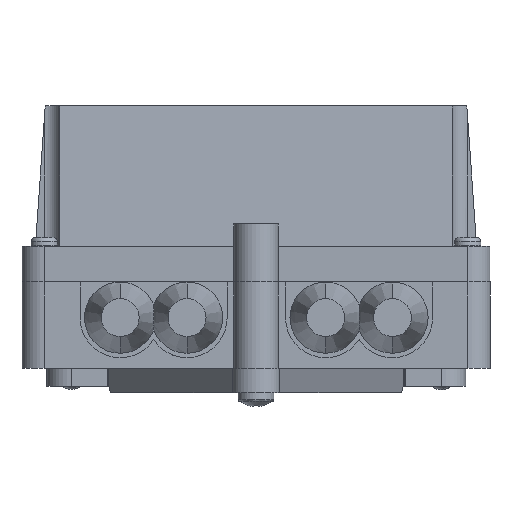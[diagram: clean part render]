
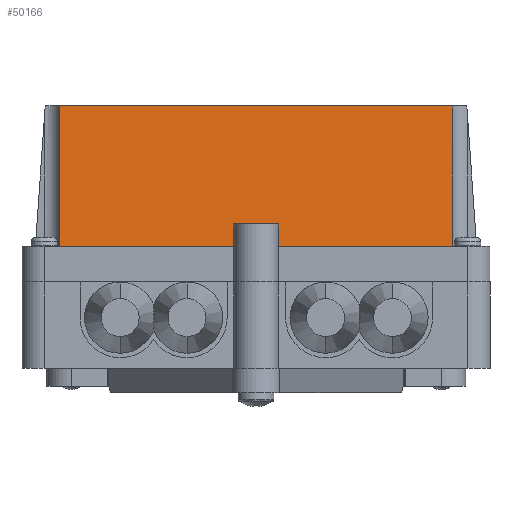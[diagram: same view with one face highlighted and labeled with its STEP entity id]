
A CAD part, front view. The second image highlights one B-rep face of the part: STEP entity #50166.
In plain terms, the highlighted planar face has unit normal (0, -0.998, 0.07).
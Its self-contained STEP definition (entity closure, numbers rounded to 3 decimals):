
#674 = CARTESIAN_POINT ( 'NONE',  ( -43.177, -21.762, 31.5 ) ) ;
#1153 = VECTOR ( 'NONE', #50778, 1000. ) ;
#1592 = LINE ( 'NONE', #14915, #16023 ) ;
#2210 = DIRECTION ( 'NONE',  ( 1., 0., 0. ) ) ;
#2632 = CARTESIAN_POINT ( 'NONE',  ( -43.171, -23.964, 0. ) ) ;
#3212 = ORIENTED_EDGE ( 'NONE', *, *, #59060, .F. ) ;
#3758 = DIRECTION ( 'NONE',  ( 0., -0.998, 0.07 ) ) ;
#5044 = CARTESIAN_POINT ( 'NONE',  ( -43.173, -21.829, 30.535 ) ) ;
#5068 = EDGE_CURVE ( 'NONE', #34479, #10355, #5159, .T. ) ;
#5159 = LINE ( 'NONE', #67842, #17902 ) ;
#6789 = FACE_OUTER_BOUND ( 'NONE', #7677, .T. ) ;
#7249 = CARTESIAN_POINT ( 'NONE',  ( -48.671, -23.964, 0. ) ) ;
#7677 = EDGE_LOOP ( 'NONE', ( #10403, #16117, #48880, #3212, #19611, #45725, #64149, #59941, #45788, #15520 ) ) ;
#8309 = LINE ( 'NONE', #29314, #19337 ) ;
#10355 = VERTEX_POINT ( 'NONE', #21067 ) ;
#10403 = ORIENTED_EDGE ( 'NONE', *, *, #56569, .F. ) ;
#11390 = EDGE_CURVE ( 'NONE', #34479, #43411, #1592, .T. ) ;
#12254 = CARTESIAN_POINT ( 'NONE',  ( 0., -21.762, 31.5 ) ) ;
#14116 = CARTESIAN_POINT ( 'NONE',  ( -4.171, -23.615, 5. ) ) ;
#14517 = VERTEX_POINT ( 'NONE', #46454 ) ;
#14564 = CARTESIAN_POINT ( 'NONE',  ( 44.829, -23.964, 0. ) ) ;
#14915 = CARTESIAN_POINT ( 'NONE',  ( 48.329, -23.615, 5. ) ) ;
#14996 = CARTESIAN_POINT ( 'NONE',  ( 5.829, -23.615, 5. ) ) ;
#15520 = ORIENTED_EDGE ( 'NONE', *, *, #67955, .F. ) ;
#16023 = VECTOR ( 'NONE', #53015, 1000. ) ;
#16117 = ORIENTED_EDGE ( 'NONE', *, *, #46264, .F. ) ;
#16525 = VERTEX_POINT ( 'NONE', #65321 ) ;
#16561 = VERTEX_POINT ( 'NONE', #41168 ) ;
#17658 = VECTOR ( 'NONE', #18080, 1000. ) ;
#17902 = VECTOR ( 'NONE', #40721, 1000. ) ;
#18080 = DIRECTION ( 'NONE',  ( 0., -0.07, -0.998 ) ) ;
#19337 = VECTOR ( 'NONE', #2210, 1000. ) ;
#19611 = ORIENTED_EDGE ( 'NONE', *, *, #11390, .F. ) ;
#20104 =( BOUNDED_CURVE ( )  B_SPLINE_CURVE ( 3, ( #69716, #32163, #5044, #43092 ),
 .UNSPECIFIED., .F., .F. ) 
 B_SPLINE_CURVE_WITH_KNOTS ( ( 4, 4 ),
 ( 1.571, 1.629 ),
 .UNSPECIFIED. ) 
 CURVE ( )  GEOMETRIC_REPRESENTATION_ITEM ( )  RATIONAL_B_SPLINE_CURVE ( ( 1., 1., 1., 1. ) ) 
 REPRESENTATION_ITEM ( '' )  );
#21067 = CARTESIAN_POINT ( 'NONE',  ( 5.829, -23.964, 0. ) ) ;
#21334 = VERTEX_POINT ( 'NONE', #2632 ) ;
#21408 =( BOUNDED_CURVE ( )  B_SPLINE_CURVE ( 3, ( #52369, #25018, #30718, #68761 ),
 .UNSPECIFIED., .F., .F. ) 
 B_SPLINE_CURVE_WITH_KNOTS ( ( 4, 4 ),
 ( 4.654, 4.712 ),
 .UNSPECIFIED. ) 
 CURVE ( )  GEOMETRIC_REPRESENTATION_ITEM ( )  RATIONAL_B_SPLINE_CURVE ( ( 1., 1., 1., 1. ) ) 
 REPRESENTATION_ITEM ( '' )  );
#22143 = VERTEX_POINT ( 'NONE', #31783 ) ;
#22625 = VERTEX_POINT ( 'NONE', #14564 ) ;
#23269 = DIRECTION ( 'NONE',  ( 0., -0.07, -0.998 ) ) ;
#23301 = VECTOR ( 'NONE', #28637, 1000. ) ;
#23489 = CARTESIAN_POINT ( 'NONE',  ( 44.829, -23.964, 0. ) ) ;
#24326 = VERTEX_POINT ( 'NONE', #674 ) ;
#24924 = AXIS2_PLACEMENT_3D ( 'NONE', #41156, #3758, #41856 ) ;
#25018 = CARTESIAN_POINT ( 'NONE',  ( 44.831, -21.829, 30.535 ) ) ;
#28099 = VECTOR ( 'NONE', #55956, 1000. ) ;
#28637 = DIRECTION ( 'NONE',  ( 1., 0., 0. ) ) ;
#29314 = CARTESIAN_POINT ( 'NONE',  ( -48.671, -23.964, 0. ) ) ;
#30718 = CARTESIAN_POINT ( 'NONE',  ( 44.829, -21.897, 29.568 ) ) ;
#31783 = CARTESIAN_POINT ( 'NONE',  ( -4.171, -23.964, 0. ) ) ;
#32163 = CARTESIAN_POINT ( 'NONE',  ( -43.171, -21.897, 29.568 ) ) ;
#34479 = VERTEX_POINT ( 'NONE', #14996 ) ;
#36400 = PLANE ( 'NONE',  #24924 ) ;
#39575 = CARTESIAN_POINT ( 'NONE',  ( -43.171, -23.964, 0. ) ) ;
#40721 = DIRECTION ( 'NONE',  ( 0., -0.07, -0.998 ) ) ;
#41156 = CARTESIAN_POINT ( 'NONE',  ( -48.671, -23.964, 0. ) ) ;
#41168 = CARTESIAN_POINT ( 'NONE',  ( -43.171, -21.964, 28.601 ) ) ;
#41856 = DIRECTION ( 'NONE',  ( 0., -0.07, -0.998 ) ) ;
#42565 = LINE ( 'NONE', #39575, #28099 ) ;
#43092 = CARTESIAN_POINT ( 'NONE',  ( -43.177, -21.762, 31.5 ) ) ;
#43202 = LINE ( 'NONE', #56161, #17658 ) ;
#43411 = VERTEX_POINT ( 'NONE', #14116 ) ;
#45725 = ORIENTED_EDGE ( 'NONE', *, *, #5068, .T. ) ;
#45788 = ORIENTED_EDGE ( 'NONE', *, *, #46523, .F. ) ;
#46264 = EDGE_CURVE ( 'NONE', #21334, #16561, #42565, .T. ) ;
#46454 = CARTESIAN_POINT ( 'NONE',  ( 44.829, -21.964, 28.601 ) ) ;
#46523 = EDGE_CURVE ( 'NONE', #16525, #14517, #21408, .T. ) ;
#46783 = LINE ( 'NONE', #23489, #61250 ) ;
#48880 = ORIENTED_EDGE ( 'NONE', *, *, #51134, .T. ) ;
#50166 = ADVANCED_FACE ( 'NONE', ( #6789 ), #36400, .T. ) ;
#50514 = EDGE_CURVE ( 'NONE', #14517, #22625, #46783, .T. ) ;
#50778 = DIRECTION ( 'NONE',  ( 1., 0., 0. ) ) ;
#51134 = EDGE_CURVE ( 'NONE', #21334, #22143, #8309, .T. ) ;
#52369 = CARTESIAN_POINT ( 'NONE',  ( 44.835, -21.762, 31.5 ) ) ;
#53015 = DIRECTION ( 'NONE',  ( -1., 0., 0. ) ) ;
#53933 = LINE ( 'NONE', #12254, #23301 ) ;
#55956 = DIRECTION ( 'NONE',  ( 0., 0.07, 0.998 ) ) ;
#56161 = CARTESIAN_POINT ( 'NONE',  ( -4.171, -23.964, 0. ) ) ;
#56569 = EDGE_CURVE ( 'NONE', #16561, #24326, #20104, .T. ) ;
#57302 = LINE ( 'NONE', #7249, #1153 ) ;
#59060 = EDGE_CURVE ( 'NONE', #43411, #22143, #43202, .T. ) ;
#59941 = ORIENTED_EDGE ( 'NONE', *, *, #50514, .F. ) ;
#61250 = VECTOR ( 'NONE', #23269, 1000. ) ;
#61749 = EDGE_CURVE ( 'NONE', #10355, #22625, #57302, .T. ) ;
#64149 = ORIENTED_EDGE ( 'NONE', *, *, #61749, .T. ) ;
#65321 = CARTESIAN_POINT ( 'NONE',  ( 44.835, -21.762, 31.5 ) ) ;
#67842 = CARTESIAN_POINT ( 'NONE',  ( 5.829, -24.555, -8.448 ) ) ;
#67955 = EDGE_CURVE ( 'NONE', #24326, #16525, #53933, .T. ) ;
#68761 = CARTESIAN_POINT ( 'NONE',  ( 44.829, -21.964, 28.601 ) ) ;
#69716 = CARTESIAN_POINT ( 'NONE',  ( -43.171, -21.964, 28.601 ) ) ;
